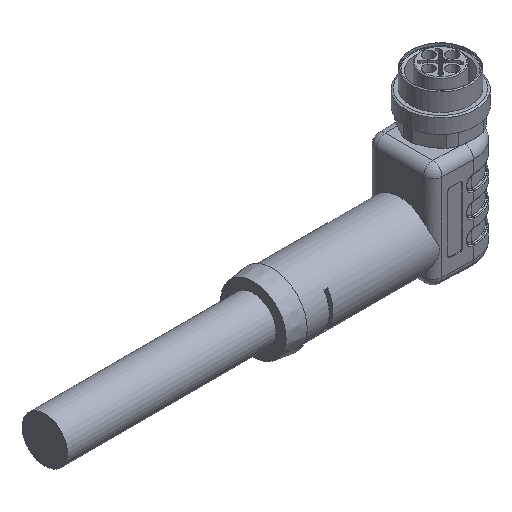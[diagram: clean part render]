
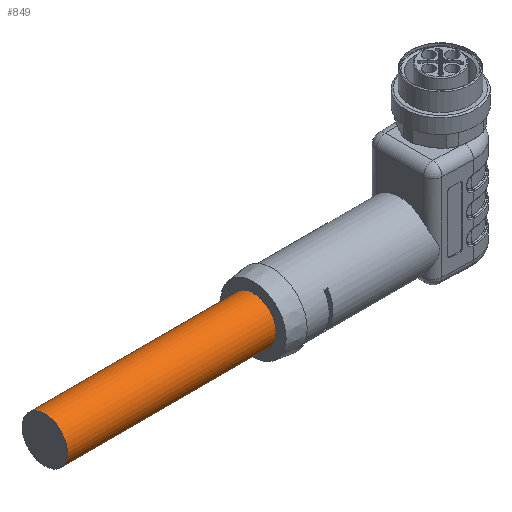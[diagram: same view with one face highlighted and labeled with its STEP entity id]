
A CAD part, isometric view. The second image highlights one B-rep face of the part: STEP entity #849.
In plain terms, the highlighted cylindrical face has radius 4.85 mm (diameter 9.7 mm), a full revolution.
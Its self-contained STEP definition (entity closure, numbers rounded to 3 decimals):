
#849=ADVANCED_FACE('',(#1136,#1137),#1070,.T.);
#1070=CYLINDRICAL_SURFACE('',#3421,4.85);
#1136=FACE_BOUND('',#1202,.T.);
#1137=FACE_BOUND('',#1203,.T.);
#1202=EDGE_LOOP('',(#1459));
#1203=EDGE_LOOP('',(#1460));
#1459=ORIENTED_EDGE('',*,*,#2731,.T.);
#1460=ORIENTED_EDGE('',*,*,#2732,.T.);
#2429=VERTEX_POINT('',#4818);
#2430=VERTEX_POINT('',#4820);
#2731=EDGE_CURVE('',#2429,#2429,#3216,.T.);
#2732=EDGE_CURVE('',#2430,#2430,#3217,.T.);
#3216=CIRCLE('',#3419,4.85);
#3217=CIRCLE('',#3420,4.85);
#3419=AXIS2_PLACEMENT_3D('',#4817,#3824,#3825);
#3420=AXIS2_PLACEMENT_3D('',#4819,#3826,#3827);
#3421=AXIS2_PLACEMENT_3D('',#4821,#3828,#3829);
#3824=DIRECTION('',(-1.,0.,0.));
#3825=DIRECTION('',(0.,0.,1.));
#3826=DIRECTION('',(1.,0.,0.));
#3827=DIRECTION('',(0.,0.,1.));
#3828=DIRECTION('',(1.,0.,0.));
#3829=DIRECTION('',(0.,-0.019,1.));
#4817=CARTESIAN_POINT('',(145.,60.,-1.7));
#4818=CARTESIAN_POINT('',(145.,60.,3.15));
#4819=CARTESIAN_POINT('',(100.418,60.,-1.7));
#4820=CARTESIAN_POINT('',(100.418,60.,3.15));
#4821=CARTESIAN_POINT('',(87.613,60.,-1.7));
